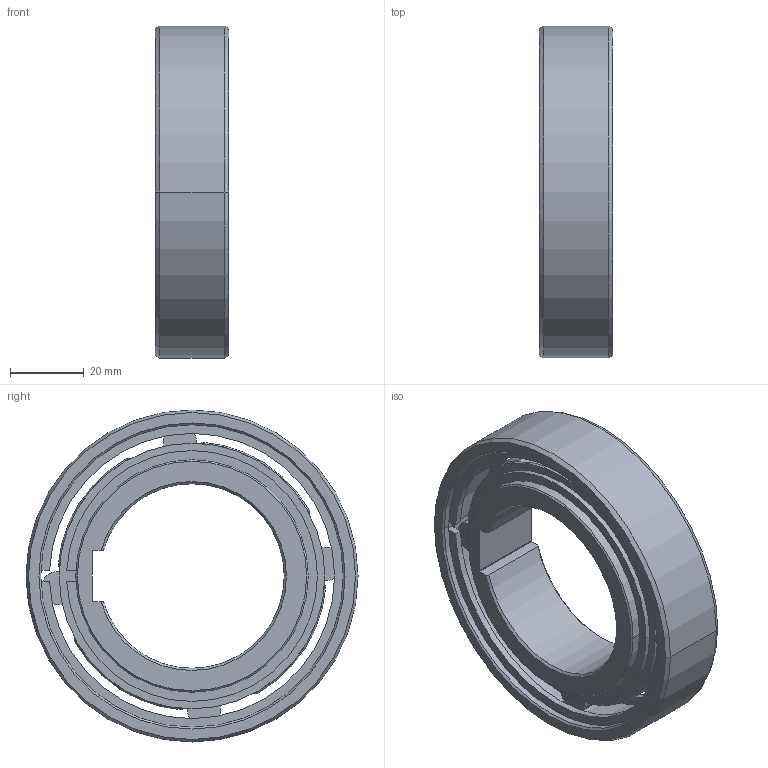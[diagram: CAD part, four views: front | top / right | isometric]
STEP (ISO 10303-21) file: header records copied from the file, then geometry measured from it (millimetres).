
FILE_DESCRIPTION((''),'2;1');
FILE_NAME('FREILAUF_AS50_ASM','2025-05-08T13:21:34',('Administrator'),(''),'CREO PARAMETRIC BY PTC INC, 2020184','CREO PARAMETRIC BY PTC INC, 2020184','');
FILE_SCHEMA(('AUTOMOTIVE_DESIGN { 1 0 10303 214 1 1 1 1 }'));
Length unit declared in the file: millimetre
Products named in the file (11): STERN_AS50_NICO_1; DRUCKBOLZEN_AS8_1; DRUCKFEDER_AS8_5_1; ANFED_KPL_AS8_6_AS8_5_ASM_1_ASM; ROLLE_9X9_1; A-RING_AS50_NICO_1; SPRENGRING_SPI82_NICO_1; SCHEIBE_PS63X72X1_NICO_1; SPRENGRING_SW63_NICO_1; FREILAUF_AS50_NICO_ASM_1_ASM; FREILAUF_AS50_ASM
Assembly tree (19 placements, depth 4):
  FREILAUF_AS50_ASM
    FREILAUF_AS50_NICO_ASM_1_ASM
      STERN_AS50_NICO_1
      ANFED_KPL_AS8_6_AS8_5_ASM_1_ASM  x4
        DRUCKBOLZEN_AS8_1
        DRUCKFEDER_AS8_5_1
      ROLLE_9X9_1  x4
      A-RING_AS50_NICO_1
      SPRENGRING_SPI82_NICO_1  x2
      SCHEIBE_PS63X72X1_NICO_1  x2
      SPRENGRING_SW63_NICO_1  x2
Bounding box: 20 x 90 x 90 mm (x, y, z)
Volume: 58350.2 mm3; surface area: 40595.9 mm2
Topology: 20 solids, 20 shells, 230 faces, 570 edges, 386 vertices
Faces by surface type: cylinder 79, plane 73, cone 46, bspline 24, torus 8
Entity records: 6613 total; most frequent: CARTESIAN_POINT 2219, DIRECTION 888, ORIENTED_EDGE 720, AXIS2_PLACEMENT_3D 381, EDGE_CURVE 360, VERTEX_POINT 250, CIRCLE 192, EDGE_LOOP 154
